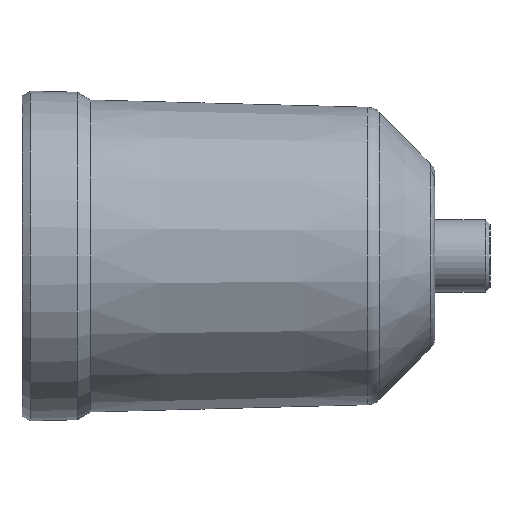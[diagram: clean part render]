
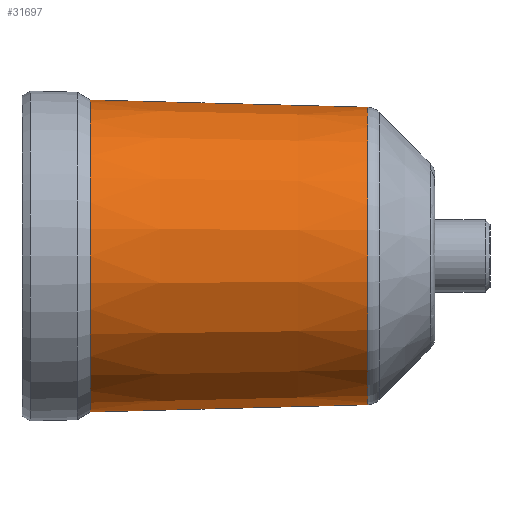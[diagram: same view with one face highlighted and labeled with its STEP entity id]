
A CAD part, left-side view. The second image highlights one B-rep face of the part: STEP entity #31697.
In plain terms, the highlighted conical face has half-angle 1.5 degrees and reference radius 27.656 mm.
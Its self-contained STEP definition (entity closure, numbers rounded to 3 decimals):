
#165=CIRCLE('',#32872,27.012);
#167=CIRCLE('',#32874,27.012);
#168=CIRCLE('',#32876,28.331);
#169=CIRCLE('',#32877,28.331);
#1435=CONICAL_SURFACE('',#32875,27.656,0.026);
#2621=FACE_OUTER_BOUND('',#4390,.T.);
#4390=EDGE_LOOP('',(#25256,#25257,#25258,#25259,#25260,#25261));
#6416=LINE('',#113831,#9079);
#9079=VECTOR('',#36218,27.656);
#13860=VERTEX_POINT('',#113821);
#13861=VERTEX_POINT('',#113822);
#13862=VERTEX_POINT('',#113827);
#13863=VERTEX_POINT('',#113828);
#17831=EDGE_CURVE('',#13860,#13861,#165,.T.);
#17833=EDGE_CURVE('',#13861,#13860,#167,.T.);
#17834=EDGE_CURVE('',#13862,#13863,#168,.T.);
#17835=EDGE_CURVE('',#13863,#13862,#169,.T.);
#17836=EDGE_CURVE('',#13863,#13861,#6416,.T.);
#25256=ORIENTED_EDGE('',*,*,#17834,.F.);
#25257=ORIENTED_EDGE('',*,*,#17835,.F.);
#25258=ORIENTED_EDGE('',*,*,#17836,.T.);
#25259=ORIENTED_EDGE('',*,*,#17831,.F.);
#25260=ORIENTED_EDGE('',*,*,#17833,.F.);
#25261=ORIENTED_EDGE('',*,*,#17836,.F.);
#31697=ADVANCED_FACE('',(#2621),#1435,.T.);
#32872=AXIS2_PLACEMENT_3D('',#113823,#36206,#36207);
#32874=AXIS2_PLACEMENT_3D('',#113825,#36210,#36211);
#32875=AXIS2_PLACEMENT_3D('',#113826,#36212,#36213);
#32876=AXIS2_PLACEMENT_3D('',#113829,#36214,#36215);
#32877=AXIS2_PLACEMENT_3D('',#113830,#36216,#36217);
#36206=DIRECTION('center_axis',(0.,-1.,0.));
#36207=DIRECTION('ref_axis',(0.,0.,-1.));
#36210=DIRECTION('center_axis',(0.,-1.,0.));
#36211=DIRECTION('ref_axis',(0.,0.,-1.));
#36212=DIRECTION('center_axis',(0.,1.,0.));
#36213=DIRECTION('ref_axis',(0.,0.,
1.));
#36214=DIRECTION('center_axis',(0.,1.,0.));
#36215=DIRECTION('ref_axis',(0.,0.,
1.));
#36216=DIRECTION('center_axis',(0.,1.,0.));
#36217=DIRECTION('ref_axis',(0.,0.,
1.));
#36218=DIRECTION('',(0.,-1.,0.026));
#113821=CARTESIAN_POINT('',(0.,9.196,27.012));
#113822=CARTESIAN_POINT('',(0.,9.196,-27.012));
#113823=CARTESIAN_POINT('Origin',(0.,9.196,
0.));
#113825=CARTESIAN_POINT('Origin',(0.,9.196,
0.));
#113826=CARTESIAN_POINT('Origin',(0.,33.782,
0.));
#113827=CARTESIAN_POINT('',(0.,59.563,28.331));
#113828=CARTESIAN_POINT('',(0.,59.563,-28.331));
#113829=CARTESIAN_POINT('Origin',(0.,59.563,
0.));
#113830=CARTESIAN_POINT('Origin',(0.,59.563,
0.));
#113831=CARTESIAN_POINT('',(0.,33.782,-27.656));
